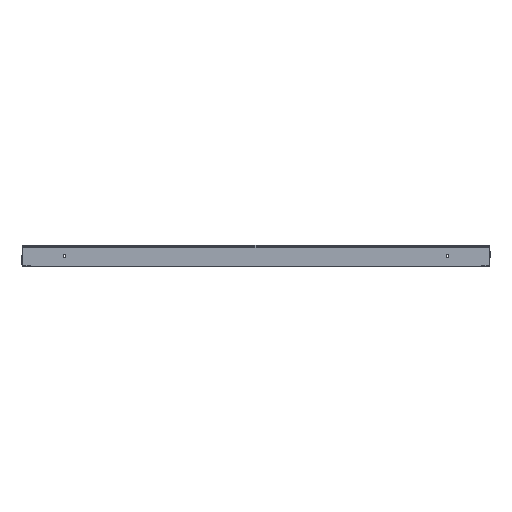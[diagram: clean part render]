
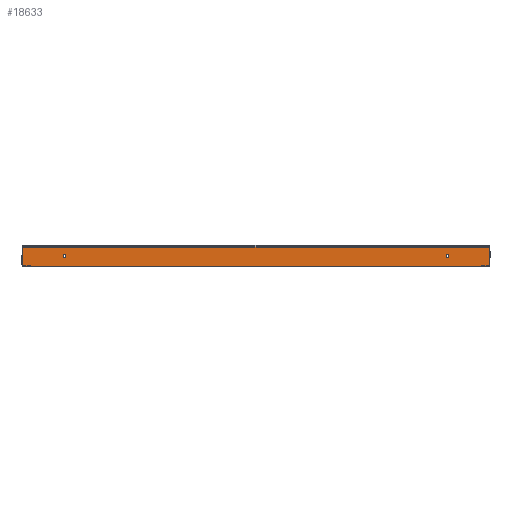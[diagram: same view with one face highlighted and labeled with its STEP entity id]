
A CAD part, front view. The second image highlights one B-rep face of the part: STEP entity #18633.
In plain terms, the highlighted planar face has unit normal (0, -1, 0).
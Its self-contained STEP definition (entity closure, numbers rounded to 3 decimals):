
#49 = DIRECTION ( 'NONE',  ( 0., 1., 0. ) ) ;
#443 = CARTESIAN_POINT ( 'NONE',  ( 547.929, -900., 0. ) ) ;
#864 = AXIS2_PLACEMENT_3D ( 'NONE', #17846, #49, #22512 ) ;
#1041 = CARTESIAN_POINT ( 'NONE',  ( 450., -900., -25. ) ) ;
#1169 = DIRECTION ( 'NONE',  ( 0., 1., 0. ) ) ;
#1172 = CIRCLE ( 'NONE', #3294, 1. ) ;
#1212 = ORIENTED_EDGE ( 'NONE', *, *, #11765, .T. ) ;
#1243 = ORIENTED_EDGE ( 'NONE', *, *, #26013, .T. ) ;
#1251 = CARTESIAN_POINT ( 'NONE',  ( -450., -900., -22. ) ) ;
#1284 = DIRECTION ( 'NONE',  ( 0., 0., 1. ) ) ;
#1435 = CARTESIAN_POINT ( 'NONE',  ( 0., -900., -4. ) ) ;
#1780 = LINE ( 'NONE', #9778, #12292 ) ;
#1786 = DIRECTION ( 'NONE',  ( 0., 0., -1. ) ) ;
#1861 = EDGE_CURVE ( 'NONE', #17460, #11336, #9802, .T. ) ;
#1885 = VERTEX_POINT ( 'NONE', #14493 ) ;
#2122 = CARTESIAN_POINT ( 'NONE',  ( -450., -900., -25. ) ) ;
#2564 = AXIS2_PLACEMENT_3D ( 'NONE', #20564, #22714, #20027 ) ;
#2721 = ORIENTED_EDGE ( 'NONE', *, *, #22847, .T. ) ;
#2908 = DIRECTION ( 'NONE',  ( 0., 0., 1. ) ) ;
#2914 = VECTOR ( 'NONE', #19860, 1000. ) ;
#3018 = LINE ( 'NONE', #19600, #3725 ) ;
#3170 = AXIS2_PLACEMENT_3D ( 'NONE', #1041, #1169, #11338 ) ;
#3294 = AXIS2_PLACEMENT_3D ( 'NONE', #8046, #16215, #14199 ) ;
#3466 = EDGE_LOOP ( 'NONE', ( #14363, #8733, #22728, #13464, #1243, #2721 ) ) ;
#3725 = VECTOR ( 'NONE', #1284, 1000. ) ;
#3779 = FACE_BOUND ( 'NONE', #22247, .T. ) ;
#4347 = VERTEX_POINT ( 'NONE', #5194 ) ;
#4979 = ORIENTED_EDGE ( 'NONE', *, *, #21946, .T. ) ;
#5194 = CARTESIAN_POINT ( 'NONE',  ( 546.929, -900., -50. ) ) ;
#6422 = CARTESIAN_POINT ( 'NONE',  ( -450., -900., -28. ) ) ;
#6703 = AXIS2_PLACEMENT_3D ( 'NONE', #20080, #24363, #1786 ) ;
#6840 = CARTESIAN_POINT ( 'NONE',  ( -547.929, -900., -49. ) ) ;
#7203 = VERTEX_POINT ( 'NONE', #15175 ) ;
#7591 = CARTESIAN_POINT ( 'NONE',  ( 547.929, -900., -4. ) ) ;
#7759 = ORIENTED_EDGE ( 'NONE', *, *, #1861, .T. ) ;
#7924 = EDGE_LOOP ( 'NONE', ( #4979, #22857 ) ) ;
#8046 = CARTESIAN_POINT ( 'NONE',  ( -546.929, -900., -49. ) ) ;
#8275 = CIRCLE ( 'NONE', #3170, 3. ) ;
#8733 = ORIENTED_EDGE ( 'NONE', *, *, #19519, .T. ) ;
#9054 = DIRECTION ( 'NONE',  ( 0., 1., 0. ) ) ;
#9592 = VERTEX_POINT ( 'NONE', #6840 ) ;
#9778 = CARTESIAN_POINT ( 'NONE',  ( -550., -900., -50. ) ) ;
#9802 = CIRCLE ( 'NONE', #864, 3. ) ;
#10662 = DIRECTION ( 'NONE',  ( 0., 1., 0. ) ) ;
#11015 = CIRCLE ( 'NONE', #21254, 3. ) ;
#11336 = VERTEX_POINT ( 'NONE', #1251 ) ;
#11338 = DIRECTION ( 'NONE',  ( 0., 0., 1. ) ) ;
#11500 = AXIS2_PLACEMENT_3D ( 'NONE', #2122, #9054, #2908 ) ;
#11669 = VECTOR ( 'NONE', #14340, 1000. ) ;
#11765 = EDGE_CURVE ( 'NONE', #11336, #17460, #19565, .T. ) ;
#11933 = FACE_OUTER_BOUND ( 'NONE', #3466, .T. ) ;
#12292 = VECTOR ( 'NONE', #26232, 1000. ) ;
#12299 = CARTESIAN_POINT ( 'NONE',  ( -547.929, -900., -4. ) ) ;
#12798 = DIRECTION ( 'NONE',  ( 0., 0., 1. ) ) ;
#13331 = CARTESIAN_POINT ( 'NONE',  ( -546.929, -900., -50. ) ) ;
#13464 = ORIENTED_EDGE ( 'NONE', *, *, #15251, .T. ) ;
#14199 = DIRECTION ( 'NONE',  ( 0., 0., -1. ) ) ;
#14340 = DIRECTION ( 'NONE',  ( 0., 0., 1. ) ) ;
#14363 = ORIENTED_EDGE ( 'NONE', *, *, #21187, .F. ) ;
#14493 = CARTESIAN_POINT ( 'NONE',  ( 450., -900., -22. ) ) ;
#15175 = CARTESIAN_POINT ( 'NONE',  ( 450., -900., -28. ) ) ;
#15251 = EDGE_CURVE ( 'NONE', #4347, #21140, #21753, .T. ) ;
#16214 = FACE_BOUND ( 'NONE', #7924, .T. ) ;
#16215 = DIRECTION ( 'NONE',  ( 0., -1., 0. ) ) ;
#16824 = CARTESIAN_POINT ( 'NONE',  ( 450., -900., -25. ) ) ;
#17067 = CARTESIAN_POINT ( 'NONE',  ( 547.929, -900., -49. ) ) ;
#17460 = VERTEX_POINT ( 'NONE', #6422 ) ;
#17607 = LINE ( 'NONE', #1435, #2914 ) ;
#17846 = CARTESIAN_POINT ( 'NONE',  ( -450., -900., -25. ) ) ;
#18633 = ADVANCED_FACE ( 'NONE', ( #3779, #16214, #11933 ), #22351, .T. ) ;
#19519 = EDGE_CURVE ( 'NONE', #9592, #24361, #1172, .T. ) ;
#19565 = CIRCLE ( 'NONE', #11500, 3. ) ;
#19600 = CARTESIAN_POINT ( 'NONE',  ( -547.929, -900., -2. ) ) ;
#19860 = DIRECTION ( 'NONE',  ( -1., 0., 0. ) ) ;
#20027 = DIRECTION ( 'NONE',  ( 0., 0., -1. ) ) ;
#20080 = CARTESIAN_POINT ( 'NONE',  ( 0., -900., 0. ) ) ;
#20564 = CARTESIAN_POINT ( 'NONE',  ( 546.929, -900., -49. ) ) ;
#20755 = LINE ( 'NONE', #443, #11669 ) ;
#21140 = VERTEX_POINT ( 'NONE', #17067 ) ;
#21187 = EDGE_CURVE ( 'NONE', #9592, #26234, #3018, .T. ) ;
#21254 = AXIS2_PLACEMENT_3D ( 'NONE', #16824, #10662, #12798 ) ;
#21753 = CIRCLE ( 'NONE', #2564, 1. ) ;
#21946 = EDGE_CURVE ( 'NONE', #1885, #7203, #11015, .T. ) ;
#22247 = EDGE_LOOP ( 'NONE', ( #1212, #7759 ) ) ;
#22351 = PLANE ( 'NONE',  #6703 ) ;
#22512 = DIRECTION ( 'NONE',  ( 0., 0., 1. ) ) ;
#22714 = DIRECTION ( 'NONE',  ( 0., -1., 0. ) ) ;
#22728 = ORIENTED_EDGE ( 'NONE', *, *, #23070, .F. ) ;
#22847 = EDGE_CURVE ( 'NONE', #24072, #26234, #17607, .T. ) ;
#22857 = ORIENTED_EDGE ( 'NONE', *, *, #24384, .T. ) ;
#23070 = EDGE_CURVE ( 'NONE', #4347, #24361, #1780, .T. ) ;
#24072 = VERTEX_POINT ( 'NONE', #7591 ) ;
#24361 = VERTEX_POINT ( 'NONE', #13331 ) ;
#24363 = DIRECTION ( 'NONE',  ( 0., -1., 0. ) ) ;
#24384 = EDGE_CURVE ( 'NONE', #7203, #1885, #8275, .T. ) ;
#26013 = EDGE_CURVE ( 'NONE', #21140, #24072, #20755, .T. ) ;
#26232 = DIRECTION ( 'NONE',  ( -1., 0., 0. ) ) ;
#26234 = VERTEX_POINT ( 'NONE', #12299 ) ;
